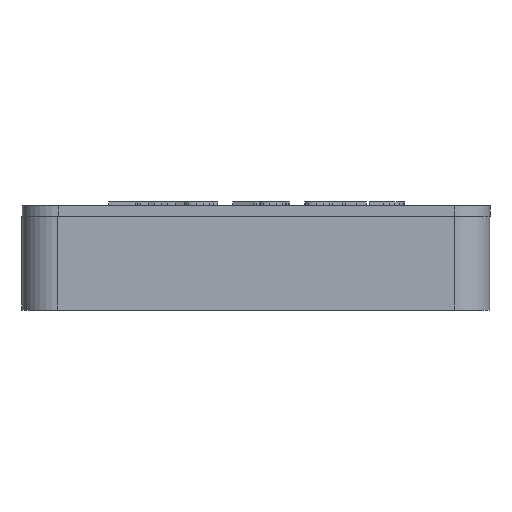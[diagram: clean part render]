
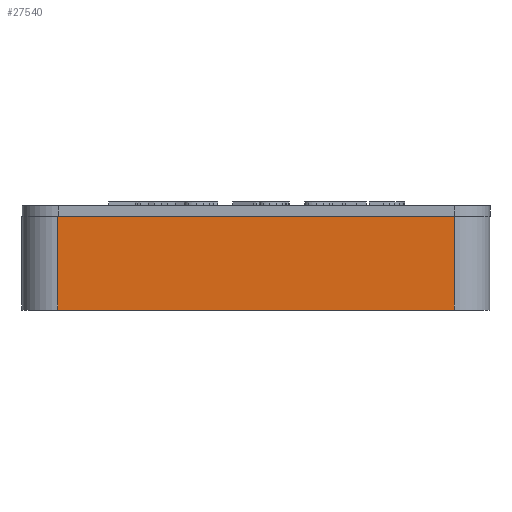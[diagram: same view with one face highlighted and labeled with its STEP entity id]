
A CAD part, left-side view. The second image highlights one B-rep face of the part: STEP entity #27540.
In plain terms, the highlighted planar face has unit normal (-1, 0, 0).
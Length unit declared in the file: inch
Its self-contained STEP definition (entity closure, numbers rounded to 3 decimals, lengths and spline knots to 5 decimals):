
#3714=FACE_OUTER_BOUND('',#5388,.T.);
#5388=EDGE_LOOP('',(#25052,#25053,#25054,#25055));
#8152=LINE('',#47558,#10946);
#8165=LINE('',#47591,#10959);
#8176=LINE('',#47626,#10970);
#8195=LINE('',#47681,#10989);
#10946=VECTOR('',#35816,0.3937);
#10959=VECTOR('',#35839,0.3937);
#10970=VECTOR('',#35874,0.3937);
#10989=VECTOR('',#35937,0.3937);
#13483=VERTEX_POINT('',#47555);
#13484=VERTEX_POINT('',#47557);
#13499=VERTEX_POINT('',#47589);
#13511=VERTEX_POINT('',#47624);
#17313=EDGE_CURVE('',#13483,#13484,#8152,.T.);
#17330=EDGE_CURVE('',#13499,#13483,#8165,.T.);
#17348=EDGE_CURVE('',#13511,#13499,#8176,.T.);
#17375=EDGE_CURVE('',#13484,#13511,#8195,.T.);
#25052=ORIENTED_EDGE('',*,*,#17313,.F.);
#25053=ORIENTED_EDGE('',*,*,#17330,.F.);
#25054=ORIENTED_EDGE('',*,*,#17348,.F.);
#25055=ORIENTED_EDGE('',*,*,#17375,.F.);
#26041=PLANE('',#29541);
#27540=ADVANCED_FACE('',(#3714),#26041,.T.);
#29541=AXIS2_PLACEMENT_3D('',#47680,#35935,#35936);
#35816=DIRECTION('',(0.,0.,-1.));
#35839=DIRECTION('',(0.,-1.,0.));
#35874=DIRECTION('',(0.,0.,1.));
#35935=DIRECTION('center_axis',(-1.,0.,0.));
#35936=DIRECTION('ref_axis',(0.,-1.,0.));
#35937=DIRECTION('',(0.,1.,0.));
#47555=CARTESIAN_POINT('',(-1.61418,-1.08268,0.51181));
#47557=CARTESIAN_POINT('',(-1.61418,-1.08268,0.));
#47558=CARTESIAN_POINT('',(-1.61418,-1.08268,0.));
#47589=CARTESIAN_POINT('',(-1.61418,1.08268,0.51181));
#47591=CARTESIAN_POINT('',(-1.61418,-1.27953,0.51181));
#47624=CARTESIAN_POINT('',(-1.61418,1.08268,0.));
#47626=CARTESIAN_POINT('',(-1.61418,1.08268,0.));
#47680=CARTESIAN_POINT('Origin',(-1.61418,1.27953,0.));
#47681=CARTESIAN_POINT('',(-1.61418,-1.27953,0.));
